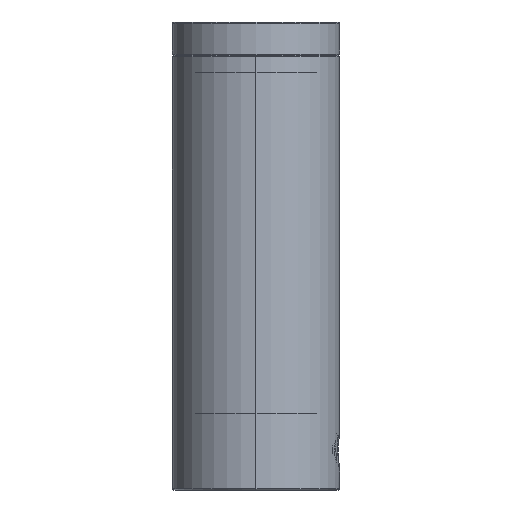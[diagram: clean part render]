
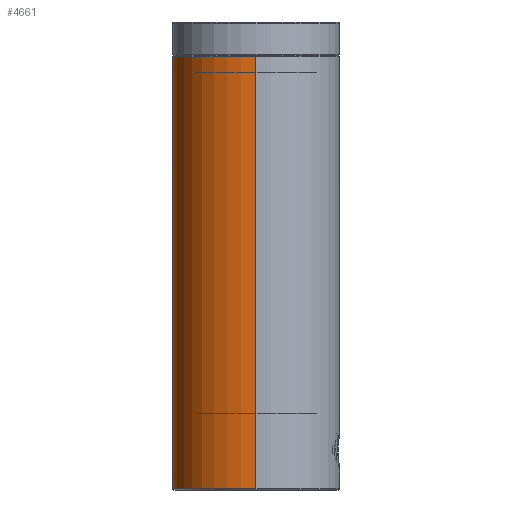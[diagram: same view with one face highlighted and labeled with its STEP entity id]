
A CAD part, left-side view. The second image highlights one B-rep face of the part: STEP entity #4661.
In plain terms, the highlighted cylindrical face has radius 12.5 mm (diameter 25 mm), a partial arc.
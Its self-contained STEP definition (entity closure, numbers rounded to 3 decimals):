
#3393=CARTESIAN_POINT('',(0.2,0.,0.));
#3394=DIRECTION('',(-1.,0.,0.));
#3395=DIRECTION('',(0.,1.,0.));
#3396=AXIS2_PLACEMENT_3D('',#3393,#3394,#3395);
#3398=DIRECTION('',(-1.,0.,0.));
#3399=VECTOR('',#3398,64.6);
#3400=CARTESIAN_POINT('',(64.8,-12.5,0.));
#3401=LINE('',#3400,#3399);
#3402=CARTESIAN_POINT('',(64.8,0.,0.));
#3403=DIRECTION('',(-1.,0.,0.));
#3404=DIRECTION('',(0.,1.,0.));
#3405=AXIS2_PLACEMENT_3D('',#3402,#3403,#3404);
#3407=DIRECTION('',(-1.,0.,0.));
#3408=VECTOR('',#3407,64.6);
#3409=CARTESIAN_POINT('',(64.8,12.5,0.));
#3410=LINE('',#3409,#3408);
#3502=CARTESIAN_POINT('',(64.8,-12.5,0.));
#3503=CARTESIAN_POINT('',(64.8,12.5,0.));
#3504=VERTEX_POINT('',#3502);
#3505=VERTEX_POINT('',#3503);
#3514=CARTESIAN_POINT('',(0.2,-12.5,0.));
#3515=CARTESIAN_POINT('',(0.2,12.5,0.));
#3516=VERTEX_POINT('',#3514);
#3517=VERTEX_POINT('',#3515);
#4649=CARTESIAN_POINT('',(-3.25,0.,0.));
#4650=DIRECTION('',(1.,0.,0.));
#4651=DIRECTION('',(0.,-1.,0.));
#4652=AXIS2_PLACEMENT_3D('',#4649,#4650,#4651);
#4653=CYLINDRICAL_SURFACE('',#4652,12.5);
#4654=ORIENTED_EDGE('',*,*,#4643,.T.);
#4655=ORIENTED_EDGE('',*,*,#4341,.F.);
#4657=ORIENTED_EDGE('',*,*,#4656,.F.);
#4658=ORIENTED_EDGE('',*,*,#4337,.T.);
#4659=EDGE_LOOP('',(#4654,#4655,#4657,#4658));
#4660=FACE_OUTER_BOUND('',#4659,.F.);
#3397=CIRCLE('',#3396,12.5);
#3406=CIRCLE('',#3405,12.5);
#4337=EDGE_CURVE('',#3505,#3517,#3410,.T.);
#4341=EDGE_CURVE('',#3504,#3516,#3401,.T.);
#4643=EDGE_CURVE('',#3517,#3516,#3397,.T.);
#4656=EDGE_CURVE('',#3505,#3504,#3406,.T.);
#4661=ADVANCED_FACE('',(#4660),#4653,.T.);
